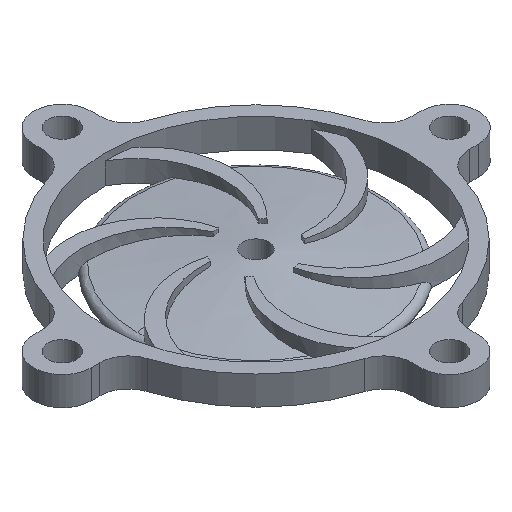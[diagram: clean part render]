
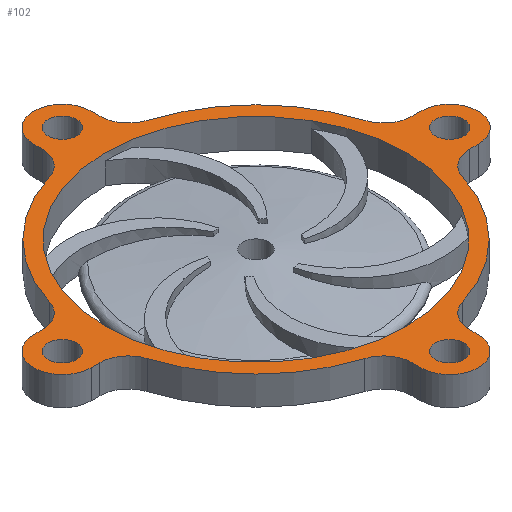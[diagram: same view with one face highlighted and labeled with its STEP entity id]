
A CAD part, isometric view. The second image highlights one B-rep face of the part: STEP entity #102.
In plain terms, the highlighted planar face has unit normal (0, 0, 1).
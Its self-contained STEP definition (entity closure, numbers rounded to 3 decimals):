
#102=ADVANCED_FACE('',(#531,#533,#535,#537,#539,#541),#543,.T.);
#531=FACE_BOUND('',#532,.T.);
#532=EDGE_LOOP('',(#983,#984,#985,#986,#987,#988,#989,#990,#991,#992,#993,#994,#995,
#996,#997,#998,#999,#1000,#1001,#1002,#1003,#1004,#1005,#1006));
#533=FACE_BOUND('',#534,.T.);
#534=EDGE_LOOP('',(#1007));
#535=FACE_BOUND('',#536,.T.);
#536=EDGE_LOOP('',(#1008));
#537=FACE_BOUND('',#538,.T.);
#538=EDGE_LOOP('',(#1009));
#539=FACE_BOUND('',#540,.T.);
#540=EDGE_LOOP('',(#1010));
#541=FACE_BOUND('',#542,.T.);
#542=EDGE_LOOP('',(#1011));
#543=PLANE('',#544);
#544=AXIS2_PLACEMENT_3D('',#545,#546,#547);
#545=CARTESIAN_POINT('',(0.,0.,4.));
#546=DIRECTION('',(0.,0.,1.));
#547=DIRECTION('',(-1.,0.,0.));
#983=ORIENTED_EDGE('',*,*,#1271,.F.);
#984=ORIENTED_EDGE('',*,*,#1252,.T.);
#985=ORIENTED_EDGE('',*,*,#1272,.F.);
#986=ORIENTED_EDGE('',*,*,#1249,.T.);
#987=ORIENTED_EDGE('',*,*,#1246,.T.);
#988=ORIENTED_EDGE('',*,*,#1244,.T.);
#989=ORIENTED_EDGE('',*,*,#1273,.F.);
#990=ORIENTED_EDGE('',*,*,#1242,.T.);
#991=ORIENTED_EDGE('',*,*,#1274,.F.);
#992=ORIENTED_EDGE('',*,*,#1239,.T.);
#993=ORIENTED_EDGE('',*,*,#1236,.T.);
#994=ORIENTED_EDGE('',*,*,#1234,.T.);
#995=ORIENTED_EDGE('',*,*,#1275,.F.);
#996=ORIENTED_EDGE('',*,*,#1232,.T.);
#997=ORIENTED_EDGE('',*,*,#1276,.F.);
#998=ORIENTED_EDGE('',*,*,#1229,.T.);
#999=ORIENTED_EDGE('',*,*,#1226,.T.);
#1000=ORIENTED_EDGE('',*,*,#1224,.T.);
#1001=ORIENTED_EDGE('',*,*,#1277,.F.);
#1002=ORIENTED_EDGE('',*,*,#1221,.T.);
#1003=ORIENTED_EDGE('',*,*,#1278,.F.);
#1004=ORIENTED_EDGE('',*,*,#1259,.T.);
#1005=ORIENTED_EDGE('',*,*,#1256,.T.);
#1006=ORIENTED_EDGE('',*,*,#1254,.T.);
#1007=ORIENTED_EDGE('',*,*,#1270,.T.);
#1008=ORIENTED_EDGE('',*,*,#1263,.T.);
#1009=ORIENTED_EDGE('',*,*,#1262,.T.);
#1010=ORIENTED_EDGE('',*,*,#1261,.T.);
#1011=ORIENTED_EDGE('',*,*,#1260,.T.);
#1221=EDGE_CURVE('',#1549,#1547,#1550,.T.);
#1224=EDGE_CURVE('',#1554,#1552,#1555,.T.);
#1226=EDGE_CURVE('',#1557,#1554,#1558,.T.);
#1229=EDGE_CURVE('',#1560,#1557,#1562,.T.);
#1232=EDGE_CURVE('',#1563,#1565,#1567,.T.);
#1234=EDGE_CURVE('',#1570,#1568,#1571,.T.);
#1236=EDGE_CURVE('',#1573,#1570,#1574,.T.);
#1239=EDGE_CURVE('',#1576,#1573,#1578,.T.);
#1242=EDGE_CURVE('',#1579,#1581,#1583,.T.);
#1244=EDGE_CURVE('',#1586,#1584,#1587,.T.);
#1246=EDGE_CURVE('',#1589,#1586,#1590,.T.);
#1249=EDGE_CURVE('',#1592,#1589,#1594,.T.);
#1252=EDGE_CURVE('',#1595,#1597,#1599,.T.);
#1254=EDGE_CURVE('',#1602,#1600,#1603,.T.);
#1256=EDGE_CURVE('',#1605,#1602,#1606,.T.);
#1259=EDGE_CURVE('',#1608,#1605,#1610,.T.);
#1260=EDGE_CURVE('',#1611,#1611,#1612,.F.);
#1261=EDGE_CURVE('',#1613,#1613,#1614,.F.);
#1262=EDGE_CURVE('',#1615,#1615,#1616,.F.);
#1263=EDGE_CURVE('',#1617,#1617,#1618,.F.);
#1270=EDGE_CURVE('',#1625,#1625,#1626,.F.);
#1271=EDGE_CURVE('',#1595,#1600,#1627,.F.);
#1272=EDGE_CURVE('',#1592,#1597,#1628,.F.);
#1273=EDGE_CURVE('',#1579,#1584,#1629,.F.);
#1274=EDGE_CURVE('',#1576,#1581,#1630,.F.);
#1275=EDGE_CURVE('',#1563,#1568,#1631,.F.);
#1276=EDGE_CURVE('',#1560,#1565,#1632,.F.);
#1277=EDGE_CURVE('',#1549,#1552,#1633,.F.);
#1278=EDGE_CURVE('',#1608,#1547,#1634,.F.);
#1547=VERTEX_POINT('',#3054);
#1549=VERTEX_POINT('',#3058);
#1550=CIRCLE('',#3059,23.);
#1552=VERTEX_POINT('',#3066);
#1554=VERTEX_POINT('',#3070);
#1555=LINE('',#3071,#3072);
#1557=VERTEX_POINT('',#3077);
#1558=CIRCLE('',#3078,4.);
#1560=VERTEX_POINT('',#3085);
#1562=LINE('',#3089,#3090);
#1563=VERTEX_POINT('',#3092);
#1565=VERTEX_POINT('',#3096);
#1567=CIRCLE('',#3100,23.);
#1568=VERTEX_POINT('',#3104);
#1570=VERTEX_POINT('',#3108);
#1571=LINE('',#3109,#3110);
#1573=VERTEX_POINT('',#3115);
#1574=CIRCLE('',#3116,4.);
#1576=VERTEX_POINT('',#3123);
#1578=LINE('',#3127,#3128);
#1579=VERTEX_POINT('',#3130);
#1581=VERTEX_POINT('',#3134);
#1583=CIRCLE('',#3138,23.);
#1584=VERTEX_POINT('',#3142);
#1586=VERTEX_POINT('',#3146);
#1587=LINE('',#3147,#3148);
#1589=VERTEX_POINT('',#3153);
#1590=CIRCLE('',#3154,4.);
#1592=VERTEX_POINT('',#3161);
#1594=LINE('',#3165,#3166);
#1595=VERTEX_POINT('',#3168);
#1597=VERTEX_POINT('',#3172);
#1599=CIRCLE('',#3176,23.);
#1600=VERTEX_POINT('',#3180);
#1602=VERTEX_POINT('',#3184);
#1603=LINE('',#3185,#3186);
#1605=VERTEX_POINT('',#3191);
#1606=CIRCLE('',#3192,4.);
#1608=VERTEX_POINT('',#3199);
#1610=LINE('',#3203,#3204);
#1611=VERTEX_POINT('',#3206);
#1612=CIRCLE('',#3207,2.);
#1613=VERTEX_POINT('',#3211);
#1614=CIRCLE('',#3212,2.);
#1615=VERTEX_POINT('',#3216);
#1616=CIRCLE('',#3217,2.);
#1617=VERTEX_POINT('',#3221);
#1618=CIRCLE('',#3222,2.);
#1625=VERTEX_POINT('',#3250);
#1626=CIRCLE('',#3251,21.);
#1627=CIRCLE('',#3255,4.);
#1628=CIRCLE('',#3259,4.);
#1629=CIRCLE('',#3263,4.);
#1630=CIRCLE('',#3267,4.);
#1631=CIRCLE('',#3271,4.);
#1632=CIRCLE('',#3275,4.);
#1633=CIRCLE('',#3279,4.);
#1634=CIRCLE('',#3283,4.);
#3054=CARTESIAN_POINT('',(-21.967,6.815,4.));
#3058=CARTESIAN_POINT('',(-6.815,21.967,4.));
#3059=AXIS2_PLACEMENT_3D('',#3060,#3061,#3062);
#3060=CARTESIAN_POINT('',(0.,0.,4.));
#3061=DIRECTION('',(0.,0.,1.));
#3062=DIRECTION('',(-0.296,0.955,0.));
#3066=CARTESIAN_POINT('',(-4.,25.788,4.));
#3070=CARTESIAN_POINT('',(-4.,27.,4.));
#3071=CARTESIAN_POINT('',(-4.,27.,4.));
#3072=VECTOR('',#3073,1.);
#3073=DIRECTION('',(0.,-1.,0.));
#3077=CARTESIAN_POINT('',(4.,27.,4.));
#3078=AXIS2_PLACEMENT_3D('',#3079,#3080,#3081);
#3079=CARTESIAN_POINT('',(0.,27.,4.));
#3080=DIRECTION('',(0.,0.,1.));
#3081=DIRECTION('',(1.,0.,0.));
#3085=CARTESIAN_POINT('',(4.,25.788,4.));
#3089=CARTESIAN_POINT('',(4.,25.788,4.));
#3090=VECTOR('',#3091,1.);
#3091=DIRECTION('',(0.,1.,0.));
#3092=CARTESIAN_POINT('',(21.967,6.815,4.));
#3096=CARTESIAN_POINT('',(6.815,21.967,4.));
#3100=AXIS2_PLACEMENT_3D('',#3101,#3102,#3103);
#3101=CARTESIAN_POINT('',(0.,0.,4.));
#3102=DIRECTION('',(0.,0.,1.));
#3103=DIRECTION('',(0.955,0.296,0.));
#3104=CARTESIAN_POINT('',(25.788,4.,4.));
#3108=CARTESIAN_POINT('',(27.,4.,4.));
#3109=CARTESIAN_POINT('',(27.,4.,4.));
#3110=VECTOR('',#3111,1.);
#3111=DIRECTION('',(-1.,0.,0.));
#3115=CARTESIAN_POINT('',(27.,-4.,4.));
#3116=AXIS2_PLACEMENT_3D('',#3117,#3118,#3119);
#3117=CARTESIAN_POINT('',(27.,0.,4.));
#3118=DIRECTION('',(0.,0.,1.));
#3119=DIRECTION('',(0.,-1.,0.));
#3123=CARTESIAN_POINT('',(25.788,-4.,4.));
#3127=CARTESIAN_POINT('',(25.788,-4.,4.));
#3128=VECTOR('',#3129,1.);
#3129=DIRECTION('',(1.,0.,0.));
#3130=CARTESIAN_POINT('',(6.815,-21.967,4.));
#3134=CARTESIAN_POINT('',(21.967,-6.815,4.));
#3138=AXIS2_PLACEMENT_3D('',#3139,#3140,#3141);
#3139=CARTESIAN_POINT('',(0.,0.,4.));
#3140=DIRECTION('',(0.,0.,1.));
#3141=DIRECTION('',(0.296,-0.955,0.));
#3142=CARTESIAN_POINT('',(4.,-25.788,4.));
#3146=CARTESIAN_POINT('',(4.,-27.,4.));
#3147=CARTESIAN_POINT('',(4.,-27.,4.));
#3148=VECTOR('',#3149,1.);
#3149=DIRECTION('',(0.,1.,0.));
#3153=CARTESIAN_POINT('',(-4.,-27.,4.));
#3154=AXIS2_PLACEMENT_3D('',#3155,#3156,#3157);
#3155=CARTESIAN_POINT('',(0.,-27.,4.));
#3156=DIRECTION('',(0.,0.,1.));
#3157=DIRECTION('',(-1.,0.,0.));
#3161=CARTESIAN_POINT('',(-4.,-25.788,4.));
#3165=CARTESIAN_POINT('',(-4.,-25.788,4.));
#3166=VECTOR('',#3167,1.);
#3167=DIRECTION('',(0.,-1.,0.));
#3168=CARTESIAN_POINT('',(-21.967,-6.815,4.));
#3172=CARTESIAN_POINT('',(-6.815,-21.967,4.));
#3176=AXIS2_PLACEMENT_3D('',#3177,#3178,#3179);
#3177=CARTESIAN_POINT('',(0.,0.,4.));
#3178=DIRECTION('',(0.,0.,1.));
#3179=DIRECTION('',(-0.955,-0.296,0.));
#3180=CARTESIAN_POINT('',(-25.788,-4.,4.));
#3184=CARTESIAN_POINT('',(-27.,-4.,4.));
#3185=CARTESIAN_POINT('',(-27.,-4.,4.));
#3186=VECTOR('',#3187,1.);
#3187=DIRECTION('',(1.,0.,0.));
#3191=CARTESIAN_POINT('',(-27.,4.,4.));
#3192=AXIS2_PLACEMENT_3D('',#3193,#3194,#3195);
#3193=CARTESIAN_POINT('',(-27.,0.,4.));
#3194=DIRECTION('',(0.,0.,1.));
#3195=DIRECTION('',(0.,1.,0.));
#3199=CARTESIAN_POINT('',(-25.788,4.,4.));
#3203=CARTESIAN_POINT('',(-25.788,4.,4.));
#3204=VECTOR('',#3205,1.);
#3205=DIRECTION('',(-1.,0.,0.));
#3206=CARTESIAN_POINT('',(-2.,-27.,4.));
#3207=AXIS2_PLACEMENT_3D('',#3208,#3209,#3210);
#3208=CARTESIAN_POINT('',(0.,-27.,4.));
#3209=DIRECTION('',(0.,0.,1.));
#3210=DIRECTION('',(-1.,0.,0.));
#3211=CARTESIAN_POINT('',(-29.,0.,4.));
#3212=AXIS2_PLACEMENT_3D('',#3213,#3214,#3215);
#3213=CARTESIAN_POINT('',(-27.,0.,4.));
#3214=DIRECTION('',(0.,0.,1.));
#3215=DIRECTION('',(-1.,0.,0.));
#3216=CARTESIAN_POINT('',(-2.,27.,4.));
#3217=AXIS2_PLACEMENT_3D('',#3218,#3219,#3220);
#3218=CARTESIAN_POINT('',(0.,27.,4.));
#3219=DIRECTION('',(0.,0.,1.));
#3220=DIRECTION('',(-1.,0.,0.));
#3221=CARTESIAN_POINT('',(25.,0.,4.));
#3222=AXIS2_PLACEMENT_3D('',#3223,#3224,#3225);
#3223=CARTESIAN_POINT('',(27.,0.,4.));
#3224=DIRECTION('',(0.,0.,1.));
#3225=DIRECTION('',(-1.,0.,0.));
#3250=CARTESIAN_POINT('',(-21.,0.,4.));
#3251=AXIS2_PLACEMENT_3D('',#3252,#3253,#3254);
#3252=CARTESIAN_POINT('',(0.,0.,4.));
#3253=DIRECTION('',(0.,0.,1.));
#3254=DIRECTION('',(-1.,0.,0.));
#3255=AXIS2_PLACEMENT_3D('',#3256,#3257,#3258);
#3256=CARTESIAN_POINT('',(-25.788,-8.,4.));
#3257=DIRECTION('',(0.,0.,-1.));
#3258=DIRECTION('',(0.,1.,0.));
#3259=AXIS2_PLACEMENT_3D('',#3260,#3261,#3262);
#3260=CARTESIAN_POINT('',(-8.,-25.788,4.));
#3261=DIRECTION('',(0.,0.,-1.));
#3262=DIRECTION('',(0.296,0.955,0.));
#3263=AXIS2_PLACEMENT_3D('',#3264,#3265,#3266);
#3264=CARTESIAN_POINT('',(8.,-25.788,4.));
#3265=DIRECTION('',(0.,0.,-1.));
#3266=DIRECTION('',(-1.,0.,0.));
#3267=AXIS2_PLACEMENT_3D('',#3268,#3269,#3270);
#3268=CARTESIAN_POINT('',(25.788,-8.,4.));
#3269=DIRECTION('',(0.,0.,-1.));
#3270=DIRECTION('',(-0.955,0.296,0.));
#3271=AXIS2_PLACEMENT_3D('',#3272,#3273,#3274);
#3272=CARTESIAN_POINT('',(25.788,8.,4.));
#3273=DIRECTION('',(0.,0.,-1.));
#3274=DIRECTION('',(0.,-1.,0.));
#3275=AXIS2_PLACEMENT_3D('',#3276,#3277,#3278);
#3276=CARTESIAN_POINT('',(8.,25.788,4.));
#3277=DIRECTION('',(0.,0.,-1.));
#3278=DIRECTION('',(-0.296,-0.955,0.));
#3279=AXIS2_PLACEMENT_3D('',#3280,#3281,#3282);
#3280=CARTESIAN_POINT('',(-8.,25.788,4.));
#3281=DIRECTION('',(0.,0.,-1.));
#3282=DIRECTION('',(1.,0.,0.));
#3283=AXIS2_PLACEMENT_3D('',#3284,#3285,#3286);
#3284=CARTESIAN_POINT('',(-25.788,8.,4.));
#3285=DIRECTION('',(0.,0.,-1.));
#3286=DIRECTION('',(0.955,-0.296,0.));
